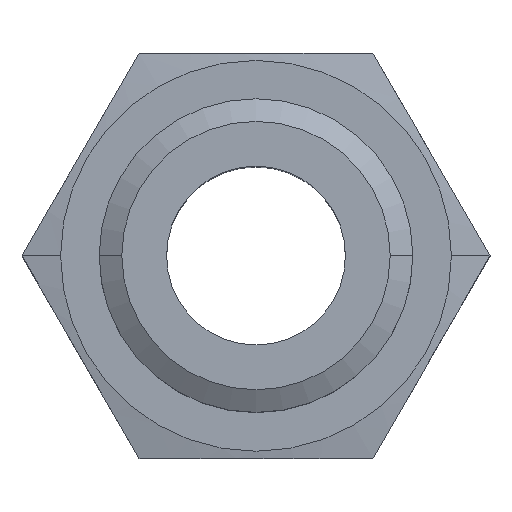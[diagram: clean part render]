
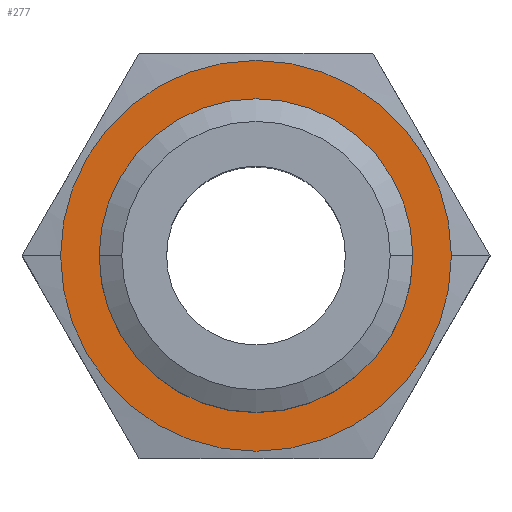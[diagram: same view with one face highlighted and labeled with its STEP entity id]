
A CAD part, top view. The second image highlights one B-rep face of the part: STEP entity #277.
In plain terms, the highlighted planar face has unit normal (0, 0, 1).
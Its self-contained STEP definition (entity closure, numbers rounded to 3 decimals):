
#3 = EDGE_CURVE ( 'NONE', #461, #244, #315, .T. ) ;
#20 = EDGE_CURVE ( 'NONE', #21, #22, #388, .T. ) ;
#21 = VERTEX_POINT ( 'NONE', #389 ) ;
#22 = VERTEX_POINT ( 'NONE', #437 ) ;
#244 = VERTEX_POINT ( 'NONE', #994 ) ;
#277 = ADVANCED_FACE ( 'NONE', ( #1049, #1044 ), #1043, .F. ) ;
#278 = ORIENTED_EDGE ( 'NONE', *, *, #20, .T. ) ;
#311 = DIRECTION ( 'NONE',  ( 1., 0., 0. ) ) ;
#312 = DIRECTION ( 'NONE',  ( 0., 0., 1. ) ) ;
#313 = CARTESIAN_POINT ( 'NONE',  ( 0., 0., 3.75 ) ) ;
#314 = AXIS2_PLACEMENT_3D ( 'NONE', #313, #312, #311 ) ;
#315 = CIRCLE ( 'NONE', #314, 6.578 ) ;
#333 = EDGE_LOOP ( 'NONE', ( #334, #335 ) ) ;
#334 = ORIENTED_EDGE ( 'NONE', *, *, #460, .F. ) ;
#335 = ORIENTED_EDGE ( 'NONE', *, *, #3, .F. ) ;
#336 = EDGE_LOOP ( 'NONE', ( #337, #278 ) ) ;
#337 = ORIENTED_EDGE ( 'NONE', *, *, #338, .T. ) ;
#338 = EDGE_CURVE ( 'NONE', #22, #21, #1113, .T. ) ;
#384 = DIRECTION ( 'NONE',  ( 1., 0., 0. ) ) ;
#385 = DIRECTION ( 'NONE',  ( 0., 0., 1. ) ) ;
#386 = CARTESIAN_POINT ( 'NONE',  ( 0., 0., 3.75 ) ) ;
#387 = AXIS2_PLACEMENT_3D ( 'NONE', #386, #385, #384 ) ;
#388 = CIRCLE ( 'NONE', #387, 8.197 ) ;
#389 = CARTESIAN_POINT ( 'NONE',  ( 8.197, 0., 3.75 ) ) ;
#437 = CARTESIAN_POINT ( 'NONE',  ( -8.197, 0., 3.75 ) ) ;
#460 = EDGE_CURVE ( 'NONE', #244, #461, #1218, .T. ) ;
#461 = VERTEX_POINT ( 'NONE', #1209 ) ;
#994 = CARTESIAN_POINT ( 'NONE',  ( 6.578, 0., 3.75 ) ) ;
#1020 = DIRECTION ( 'NONE',  ( -1., 0., 0. ) ) ;
#1040 = CARTESIAN_POINT ( 'NONE',  ( 0., 9.815, 3.75 ) ) ;
#1041 = AXIS2_PLACEMENT_3D ( 'NONE', #1040, #1042, #1020 ) ;
#1042 = DIRECTION ( 'NONE',  ( 0., 0., -1. ) ) ;
#1043 = PLANE ( 'NONE',  #1041 ) ;
#1044 = FACE_OUTER_BOUND ( 'NONE', #336, .T. ) ;
#1049 = FACE_BOUND ( 'NONE', #333, .T. ) ;
#1104 = DIRECTION ( 'NONE',  ( 1., 0., 0. ) ) ;
#1105 = DIRECTION ( 'NONE',  ( 0., 0., 1. ) ) ;
#1106 = CARTESIAN_POINT ( 'NONE',  ( 0., 0., 3.75 ) ) ;
#1107 = AXIS2_PLACEMENT_3D ( 'NONE', #1106, #1105, #1104 ) ;
#1113 = CIRCLE ( 'NONE', #1107, 8.197 ) ;
#1209 = CARTESIAN_POINT ( 'NONE',  ( -6.578, 0., 3.75 ) ) ;
#1210 = DIRECTION ( 'NONE',  ( 1., 0., 0. ) ) ;
#1211 = DIRECTION ( 'NONE',  ( 0., 0., 1. ) ) ;
#1212 = CARTESIAN_POINT ( 'NONE',  ( 0., 0., 3.75 ) ) ;
#1213 = AXIS2_PLACEMENT_3D ( 'NONE', #1212, #1211, #1210 ) ;
#1218 = CIRCLE ( 'NONE', #1213, 6.578 ) ;
